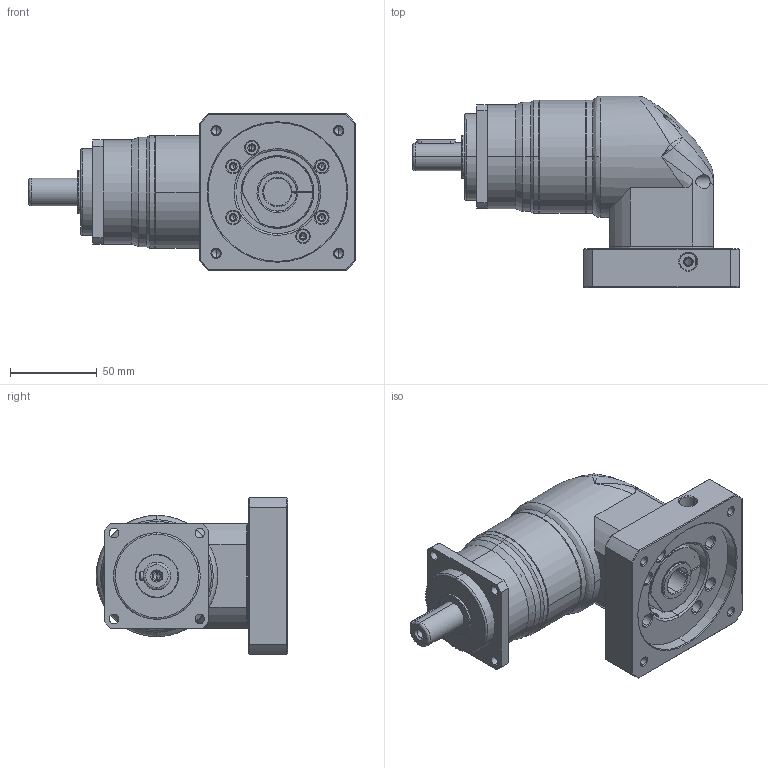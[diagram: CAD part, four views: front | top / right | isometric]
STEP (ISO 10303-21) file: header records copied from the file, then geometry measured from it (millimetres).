
FILE_DESCRIPTION (( 'STEP AP214' ), '1' );
FILE_NAME ('PBL060-L2-16-80-100M6.STEP', '2024-01-06T01:10:50', ( 'admin' ), ( '' ), 'SwSTEP 2.0', 'SolidWorks 2013', '' );
FILE_SCHEMA (( 'AUTOMOTIVE_DESIGN' ));
Length unit declared in the file: millimetre
Products named in the file (7): 19_X2_8F6C_X0_16_X2_5957_X0_; SBL060_X2_8F9351658F7495017D2773AF_X0_-19; SBL060-80-100M6; SDL060_X2_94DD58F3_X0_-19; PB060_X2_8F9351FA7AEF_X0_; PB060_X2_4E007EA79F7F5708_X0_; PBL060-L2-16-80-100M6
Assembly tree (6 placements, depth 2):
  PBL060-L2-16-80-100M6
    PB060_X2_4E007EA79F7F5708_X0_
    PB060_X2_8F9351FA7AEF_X0_
    SDL060_X2_94DD58F3_X0_-19
    SBL060-80-100M6
    SBL060_X2_8F9351658F7495017D2773AF_X0_-19
    19_X2_8F6C_X0_16_X2_5957_X0_
Bounding box: 188.5 x 110.5 x 90 mm (x, y, z)
Volume: 621111 mm3; surface area: 116871 mm2
Topology: 12 solids, 12 shells, 487 faces, 1201 edges, 724 vertices
Faces by surface type: cylinder 215, cone 123, plane 108, bspline 39, torus 2
Entity records: 22810 total; most frequent: CARTESIAN_POINT 5818, DIRECTION 2436, ORIENTED_EDGE 2286, EDGE_CURVE 1143, AXIS2_PLACEMENT_3D 995, VERTEX_POINT 724, EDGE_LOOP 591, CIRCLE 538
